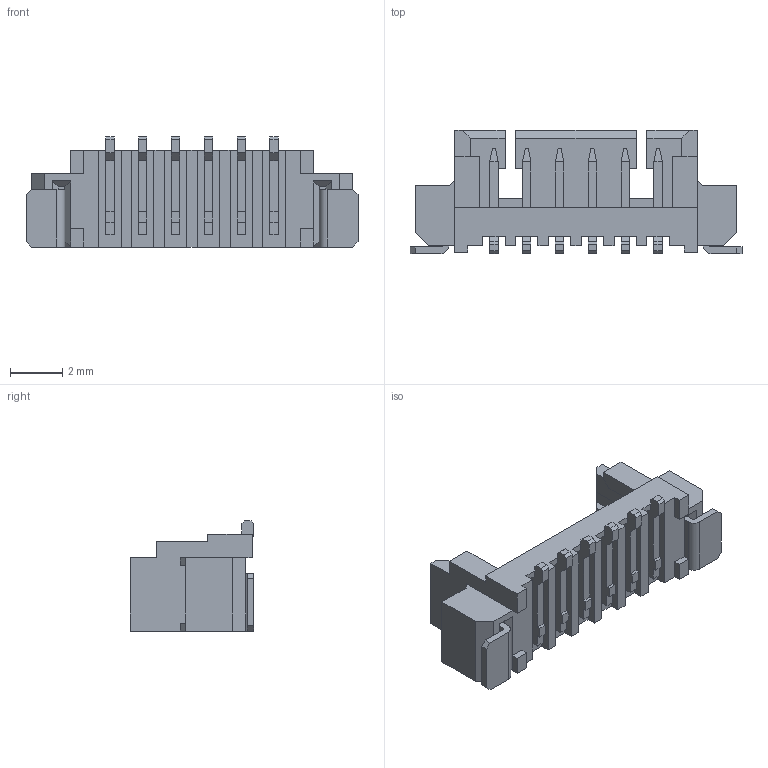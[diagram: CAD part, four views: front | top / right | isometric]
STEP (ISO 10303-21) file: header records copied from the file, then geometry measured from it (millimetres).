
FILE_DESCRIPTION((''),'2;1');
FILE_NAME('533980671','2021-04-22T',('gga'),(''),'PRO/ENGINEER BY PARAMETRIC TECHNOLOGY CORPORATION, 2016010','PRO/ENGINEER BY PARAMETRIC TECHNOLOGY CORPORATION, 2016010','');
FILE_SCHEMA(('CONFIG_CONTROL_DESIGN'));
Length unit declared in the file: millimetre
Products named in the file (1): 533980671
Bounding box: 12.65 x 4.7 x 4.2 mm (x, y, z)
Volume: 84.7 mm3; surface area: 323.4 mm2
Topology: 1 solids, 1 shells, 315 faces, 898 edges, 600 vertices
Faces by surface type: plane 307, cylinder 8
Entity records: 9969 total; most frequent: CARTESIAN_POINT 1776, ORIENTED_EDGE 1718, DIRECTION 1540, VECTOR 880, LINE 880, EDGE_CURVE 859, VERTEX_POINT 554, AXIS2_PLACEMENT_3D 330
